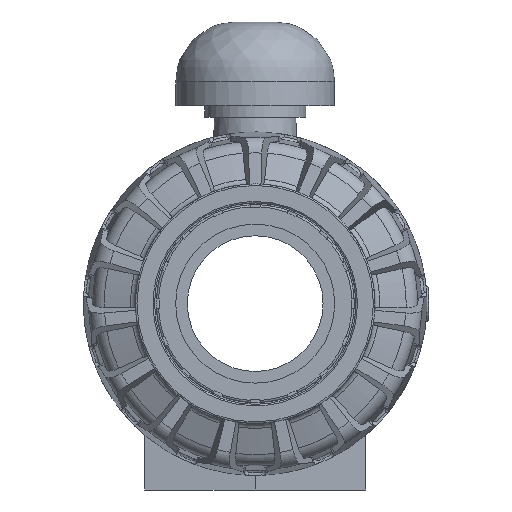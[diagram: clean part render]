
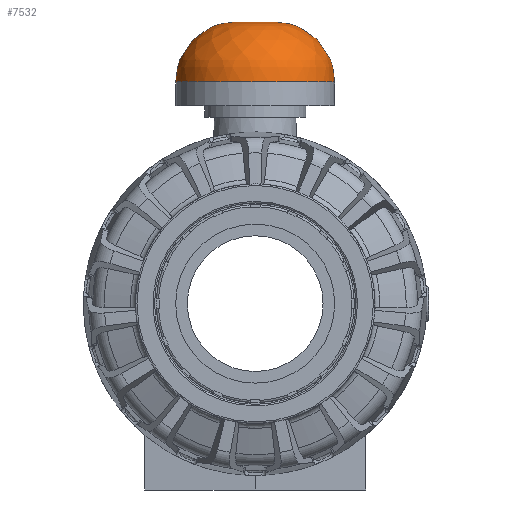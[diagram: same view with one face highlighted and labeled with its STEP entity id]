
A CAD part, left-side view. The second image highlights one B-rep face of the part: STEP entity #7532.
In plain terms, the highlighted free-form (B-spline) face has degree [2, 2] with [3, 9] control points.
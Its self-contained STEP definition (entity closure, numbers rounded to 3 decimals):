
#1303=FACE_OUTER_BOUND($,#1746,.T.);
#1746=EDGE_LOOP($,(#5081,#5082,#5083,#5084,#5085,#5086,#5087,#5088,#5089,
#5090));
#2225=(
BOUNDED_CURVE()
B_SPLINE_CURVE(2,(#10936,#10937,#10938),.UNSPECIFIED.,.F.,.F.)
B_SPLINE_CURVE_WITH_KNOTS((3,3),(1.087,1.571),
 .UNSPECIFIED.)
CURVE()
GEOMETRIC_REPRESENTATION_ITEM()
RATIONAL_B_SPLINE_CURVE((0.875,0.91,1.))
REPRESENTATION_ITEM($)
);
#2226=B_SPLINE_CURVE_WITH_KNOTS($,3,(#10918,#10919,#10920,#10921,#10922,
#10923,#10924,#10925,#10926,#10927),.UNSPECIFIED.,.F.,.F.,(4,2,2,2,4),(-13.234,
-12.228,-10.835,-9.289,-8.414),
 .UNSPECIFIED.);
#2227=B_SPLINE_CURVE_WITH_KNOTS($,3,(#10929,#10930,#10931,#10932),
 .UNSPECIFIED.,.F.,.F.,(4,4),(-1.822,-1.126),
 .UNSPECIFIED.);
#2228=B_SPLINE_CURVE_WITH_KNOTS($,3,(#10943,#10944,#10945,#10946),
 .UNSPECIFIED.,.F.,.F.,(4,4),(-24.028,-23.332),
 .UNSPECIFIED.);
#2229=B_SPLINE_CURVE_WITH_KNOTS($,3,(#10947,#10948,#10949,#10950,#10951,
#10952,#10953,#10954,#10955,#10956),.UNSPECIFIED.,.F.,.F.,(4,2,2,2,4),(-4.819,
-4.291,-2.753,-1.349,0.),
 .UNSPECIFIED.);
#2691=CIRCLE($,#7988,55.);
#2692=CIRCLE($,#7989,32.295);
#2693=CIRCLE($,#7990,13.5);
#2694=CIRCLE($,#7991,32.295);
#3046=VERTEX_POINT($,#10914);
#3047=VERTEX_POINT($,#10915);
#3048=VERTEX_POINT($,#10917);
#3049=VERTEX_POINT($,#10928);
#3050=VERTEX_POINT($,#10933);
#3051=VERTEX_POINT($,#10935);
#3052=VERTEX_POINT($,#10940);
#3053=VERTEX_POINT($,#10942);
#3857=EDGE_CURVE($,#3046,#3047,#2691,.T.);
#3858=EDGE_CURVE($,#3046,#3048,#2226,.T.);
#3859=EDGE_CURVE($,#3048,#3049,#2227,.T.);
#3860=EDGE_CURVE($,#3049,#3050,#2692,.T.);
#3861=EDGE_CURVE($,#3050,#3051,#2225,.T.);
#3862=EDGE_CURVE($,#3051,#3051,#2693,.T.);
#3863=EDGE_CURVE($,#3050,#3052,#2694,.T.);
#3864=EDGE_CURVE($,#3052,#3053,#2228,.T.);
#3865=EDGE_CURVE($,#3053,#3047,#2229,.T.);
#5081=ORIENTED_EDGE($,*,*,#3857,.F.);
#5082=ORIENTED_EDGE($,*,*,#3858,.T.);
#5083=ORIENTED_EDGE($,*,*,#3859,.T.);
#5084=ORIENTED_EDGE($,*,*,#3860,.T.);
#5085=ORIENTED_EDGE($,*,*,#3861,.T.);
#5086=ORIENTED_EDGE($,*,*,#3862,.T.);
#5087=ORIENTED_EDGE($,*,*,#3861,.F.);
#5088=ORIENTED_EDGE($,*,*,#3863,.T.);
#5089=ORIENTED_EDGE($,*,*,#3864,.T.);
#5090=ORIENTED_EDGE($,*,*,#3865,.T.);
#7529=(
BOUNDED_SURFACE()
B_SPLINE_SURFACE(2,2,((#10887,#10888,#10889,#10890,#10891,#10892,#10893,
#10894,#10895),(#10896,#10897,#10898,#10899,#10900,#10901,#10902,#10903,
#10904),(#10905,#10906,#10907,#10908,#10909,#10910,#10911,#10912,#10913)),
 .UNSPECIFIED.,.F.,.T.,.F.)
B_SPLINE_SURFACE_WITH_KNOTS((3,3),(3,2,2,2,3),(-1.571,0.),
(-3.142,-1.571,0.,1.571,3.142),
 .UNSPECIFIED.)
GEOMETRIC_REPRESENTATION_ITEM()
RATIONAL_B_SPLINE_SURFACE(((1.,0.707,1.,0.707,1.,
0.707,1.,0.707,1.),(0.707,0.5,
0.707,0.5,0.707,0.5,
0.707,0.5,0.707),(1.,0.707,
1.,0.707,1.,0.707,1.,0.707,1.)))
REPRESENTATION_ITEM($)
SURFACE()
);
#7532=ADVANCED_FACE($,(#1303),#7529,.F.);
#7988=AXIS2_PLACEMENT_3D($,#10916,#8835,#8836);
#7989=AXIS2_PLACEMENT_3D($,#10934,#8837,#8838);
#7990=AXIS2_PLACEMENT_3D($,#10939,#8839,#8840);
#7991=AXIS2_PLACEMENT_3D($,#10941,#8841,#8842);
#8835=DIRECTION('center_axis',(0.,0.,-1.));
#8836=DIRECTION('ref_axis',(-1.,0.,0.));
#8837=DIRECTION('center_axis',(0.,0.,1.));
#8838=DIRECTION('ref_axis',(-1.,0.,0.));
#8839=DIRECTION('center_axis',(0.,0.,-1.));
#8840=DIRECTION('ref_axis',(-1.,0.,0.));
#8841=DIRECTION('center_axis',(0.,0.,1.));
#8842=DIRECTION('ref_axis',(-1.,0.,0.));
#10887=CARTESIAN_POINT('Ctrl Pts',(13.5,0.,58.));
#10888=CARTESIAN_POINT('Ctrl Pts',(13.5,-13.5,58.));
#10889=CARTESIAN_POINT('Ctrl Pts',(0.,-13.5,
58.));
#10890=CARTESIAN_POINT('Ctrl Pts',(-13.5,-13.5,58.));
#10891=CARTESIAN_POINT('Ctrl Pts',(-13.5,0.,
58.));
#10892=CARTESIAN_POINT('Ctrl Pts',(-13.5,13.5,58.));
#10893=CARTESIAN_POINT('Ctrl Pts',(0.,13.5,
58.));
#10894=CARTESIAN_POINT('Ctrl Pts',(13.5,13.5,58.));
#10895=CARTESIAN_POINT('Ctrl Pts',(13.5,0.,58.));
#10896=CARTESIAN_POINT('Ctrl Pts',(55.,0.,
58.));
#10897=CARTESIAN_POINT('Ctrl Pts',(55.,-55.,58.));
#10898=CARTESIAN_POINT('Ctrl Pts',(0.,-55.,58.));
#10899=CARTESIAN_POINT('Ctrl Pts',(-55.,-55.,58.));
#10900=CARTESIAN_POINT('Ctrl Pts',(-55.,0.,
58.));
#10901=CARTESIAN_POINT('Ctrl Pts',(-55.,55.,58.));
#10902=CARTESIAN_POINT('Ctrl Pts',(0.,55.,
58.));
#10903=CARTESIAN_POINT('Ctrl Pts',(55.,55.,58.));
#10904=CARTESIAN_POINT('Ctrl Pts',(55.,0.,
58.));
#10905=CARTESIAN_POINT('Ctrl Pts',(55.,0.,16.5));
#10906=CARTESIAN_POINT('Ctrl Pts',(55.,-55.,16.5));
#10907=CARTESIAN_POINT('Ctrl Pts',(0.,-55.,16.5));
#10908=CARTESIAN_POINT('Ctrl Pts',(-55.,-55.,16.5));
#10909=CARTESIAN_POINT('Ctrl Pts',(-55.,0.,16.5));
#10910=CARTESIAN_POINT('Ctrl Pts',(-55.,55.,16.5));
#10911=CARTESIAN_POINT('Ctrl Pts',(0.,55.,
16.5));
#10912=CARTESIAN_POINT('Ctrl Pts',(55.,55.,16.5));
#10913=CARTESIAN_POINT('Ctrl Pts',(55.,0.,16.5));
#10914=CARTESIAN_POINT('',(46.928,-28.684,16.5));
#10915=CARTESIAN_POINT('',(46.928,28.684,16.5));
#10916=CARTESIAN_POINT('Origin',(0.,0.,16.5));
#10917=CARTESIAN_POINT('',(19.094,-30.006,51.647));
#10918=CARTESIAN_POINT('Ctrl Pts',(46.928,-28.684,16.5));
#10919=CARTESIAN_POINT('Ctrl Pts',(46.928,-28.684,19.837));
#10920=CARTESIAN_POINT('Ctrl Pts',(46.441,-28.708,23.16));
#10921=CARTESIAN_POINT('Ctrl Pts',(44.148,-28.823,30.822));
#10922=CARTESIAN_POINT('Ctrl Pts',(41.943,-28.934,34.943));
#10923=CARTESIAN_POINT('Ctrl Pts',(35.758,-29.236,42.56));
#10924=CARTESIAN_POINT('Ctrl Pts',(31.728,-29.429,45.804));
#10925=CARTESIAN_POINT('Ctrl Pts',(24.591,-29.759,49.655));
#10926=CARTESIAN_POINT('Ctrl Pts',(21.885,-29.882,50.772));
#10927=CARTESIAN_POINT('Ctrl Pts',(19.094,-30.006,51.647));
#10928=CARTESIAN_POINT('',(11.941,-30.006,53.5));
#10929=CARTESIAN_POINT('Ctrl Pts',(19.094,-30.006,51.647));
#10930=CARTESIAN_POINT('Ctrl Pts',(16.852,-30.006,52.403));
#10931=CARTESIAN_POINT('Ctrl Pts',(14.426,-30.006,53.033));
#10932=CARTESIAN_POINT('Ctrl Pts',(11.941,-30.006,53.5));
#10933=CARTESIAN_POINT('',(32.295,0.,53.5));
#10934=CARTESIAN_POINT('Origin',(0.,0.,53.5));
#10935=CARTESIAN_POINT('',(13.5,0.,58.));
#10936=CARTESIAN_POINT('Ctrl Pts',(32.295,0.,
53.5));
#10937=CARTESIAN_POINT('Ctrl Pts',(23.436,0.,
58.));
#10938=CARTESIAN_POINT('Ctrl Pts',(13.5,0.,58.));
#10939=CARTESIAN_POINT('Origin',(0.,0.,58.));
#10940=CARTESIAN_POINT('',(11.941,30.006,53.5));
#10941=CARTESIAN_POINT('Origin',(0.,0.,53.5));
#10942=CARTESIAN_POINT('',(19.094,30.006,51.647));
#10943=CARTESIAN_POINT('Ctrl Pts',(11.941,30.006,53.5));
#10944=CARTESIAN_POINT('Ctrl Pts',(14.426,30.006,53.033));
#10945=CARTESIAN_POINT('Ctrl Pts',(16.852,30.006,52.403));
#10946=CARTESIAN_POINT('Ctrl Pts',(19.094,30.006,51.647));
#10947=CARTESIAN_POINT('Ctrl Pts',(19.094,30.006,51.647));
#10948=CARTESIAN_POINT('Ctrl Pts',(20.781,29.931,51.119));
#10949=CARTESIAN_POINT('Ctrl Pts',(22.438,29.856,50.501));
#10950=CARTESIAN_POINT('Ctrl Pts',(28.775,29.568,47.703));
#10951=CARTESIAN_POINT('Ctrl Pts',(33.053,29.365,44.848));
#10952=CARTESIAN_POINT('Ctrl Pts',(39.944,29.032,37.844));
#10953=CARTESIAN_POINT('Ctrl Pts',(42.562,28.903,33.931));
#10954=CARTESIAN_POINT('Ctrl Pts',(46.045,28.729,25.437));
#10955=CARTESIAN_POINT('Ctrl Pts',(46.928,28.684,20.997));
#10956=CARTESIAN_POINT('Ctrl Pts',(46.928,28.684,16.5));
